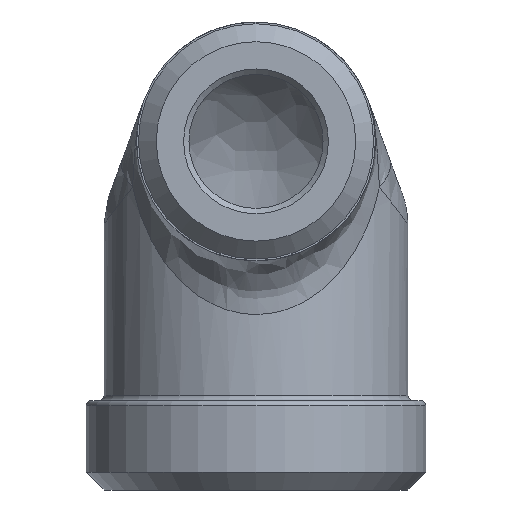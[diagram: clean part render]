
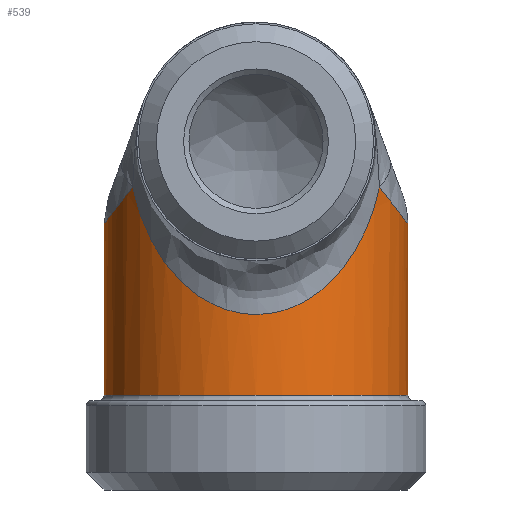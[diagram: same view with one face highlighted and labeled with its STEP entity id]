
A CAD part, left-side view. The second image highlights one B-rep face of the part: STEP entity #539.
In plain terms, the highlighted cylindrical face has radius 8.5 mm (diameter 17 mm), a full revolution.
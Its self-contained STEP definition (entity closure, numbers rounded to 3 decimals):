
#48=B_SPLINE_CURVE_WITH_KNOTS('',3,(#799,#800,#801,#802,#803,#804,#805,
#806,#807,#808,#809,#810,#811,#812,#813,#814,#815,#816,#817,#818,#819,#820,
#821,#822,#823,#824,#825,#826,#827,#828,#829,#830,#831,#832,#833,#834,#835,
#836,#837,#838,#839,#840,#841,#842,#843,#844,#845,#846,#847,#848,#849,#850),
 .UNSPECIFIED.,.F.,.F.,(4,3,3,3,3,3,3,3,3,3,3,3,3,3,3,3,3,4),(-7.877,
-7.643,-7.508,-7.361,-7.111,
-6.8,-6.796,-6.607,-6.513,
-6.336,-6.23,-6.165,-5.853,
-5.789,-5.665,-5.382,-5.353,
-5.149),.UNSPECIFIED.);
#78=ELLIPSE('',#590,13.886,8.5);
#79=ELLIPSE('',#592,13.886,8.5);
#90=CYLINDRICAL_SURFACE('',#589,8.5);
#110=FACE_BOUND('',#179,.T.);
#131=FACE_OUTER_BOUND('',#178,.T.);
#178=EDGE_LOOP('',(#393,#394,#395,#396));
#179=EDGE_LOOP('',(#397));
#241=CIRCLE('',#586,8.5);
#243=CIRCLE('',#591,8.5);
#268=VERTEX_POINT('',#786);
#270=VERTEX_POINT('',#792);
#271=VERTEX_POINT('',#793);
#272=VERTEX_POINT('',#795);
#273=VERTEX_POINT('',#797);
#317=EDGE_CURVE('',#268,#268,#241,.T.);
#319=EDGE_CURVE('',#270,#271,#78,.T.);
#320=EDGE_CURVE('',#272,#270,#243,.T.);
#321=EDGE_CURVE('',#273,#272,#79,.T.);
#322=EDGE_CURVE('',#271,#273,#48,.T.);
#393=ORIENTED_EDGE('',*,*,#319,.F.);
#394=ORIENTED_EDGE('',*,*,#320,.F.);
#395=ORIENTED_EDGE('',*,*,#321,.F.);
#396=ORIENTED_EDGE('',*,*,#322,.F.);
#397=ORIENTED_EDGE('',*,*,#317,.F.);
#539=ADVANCED_FACE('',(#131,#110),#90,.T.);
#586=AXIS2_PLACEMENT_3D('',#787,#654,#655);
#589=AXIS2_PLACEMENT_3D('',#791,#660,#661);
#590=AXIS2_PLACEMENT_3D('',#794,#662,#663);
#591=AXIS2_PLACEMENT_3D('',#796,#664,#665);
#592=AXIS2_PLACEMENT_3D('',#798,#666,#667);
#654=DIRECTION('center_axis',(0.,0.,-1.));
#655=DIRECTION('ref_axis',(-1.,0.,0.));
#660=DIRECTION('center_axis',(0.,0.,1.));
#661=DIRECTION('ref_axis',(1.,0.,0.));
#662=DIRECTION('center_axis',(0.,0.791,0.612));
#663=DIRECTION('ref_axis',(0.,0.612,-0.791));
#664=DIRECTION('center_axis',(0.,0.,1.));
#665=DIRECTION('ref_axis',(1.,0.,0.));
#666=DIRECTION('center_axis',(0.,-0.791,
0.612));
#667=DIRECTION('ref_axis',(0.,-0.612,-0.791));
#786=CARTESIAN_POINT('',(8.5,0.,-14.2));
#787=CARTESIAN_POINT('Origin',(0.,0.,-14.2));
#791=CARTESIAN_POINT('Origin',(0.,0.,-9.161));
#792=CARTESIAN_POINT('',(3.174,7.885,-3.822));
#793=CARTESIAN_POINT('',(-4.963,6.901,-2.55));
#794=CARTESIAN_POINT('Origin',(0.,0.,6.365));
#795=CARTESIAN_POINT('',(3.174,-7.885,-3.822));
#796=CARTESIAN_POINT('Origin',(0.,0.,-3.822));
#797=CARTESIAN_POINT('',(-4.963,-6.901,-2.55));
#798=CARTESIAN_POINT('Origin',(0.,0.,6.365));
#799=CARTESIAN_POINT('Ctrl Pts',(-4.962,6.901,-2.55));
#800=CARTESIAN_POINT('Ctrl Pts',(-5.159,6.758,-3.254));
#801=CARTESIAN_POINT('Ctrl Pts',(-5.413,6.562,-3.905));
#802=CARTESIAN_POINT('Ctrl Pts',(-5.679,6.325,-4.515));
#803=CARTESIAN_POINT('Ctrl Pts',(-5.833,6.188,-4.869));
#804=CARTESIAN_POINT('Ctrl Pts',(-5.991,6.036,-5.208));
#805=CARTESIAN_POINT('Ctrl Pts',(-6.15,5.87,-5.533));
#806=CARTESIAN_POINT('Ctrl Pts',(-6.324,5.688,-5.887));
#807=CARTESIAN_POINT('Ctrl Pts',(-6.498,5.489,-6.223));
#808=CARTESIAN_POINT('Ctrl Pts',(-6.669,5.272,-6.542));
#809=CARTESIAN_POINT('Ctrl Pts',(-6.958,4.905,-7.083));
#810=CARTESIAN_POINT('Ctrl Pts',(-7.236,4.487,-7.576));
#811=CARTESIAN_POINT('Ctrl Pts',(-7.486,4.021,-8.003));
#812=CARTESIAN_POINT('Ctrl Pts',(-7.797,3.441,-8.537));
#813=CARTESIAN_POINT('Ctrl Pts',(-8.064,2.784,-8.971));
#814=CARTESIAN_POINT('Ctrl Pts',(-8.244,2.07,-9.264));
#815=CARTESIAN_POINT('Ctrl Pts',(-8.247,2.061,-9.267));
#816=CARTESIAN_POINT('Ctrl Pts',(-8.249,2.052,-9.271));
#817=CARTESIAN_POINT('Ctrl Pts',(-8.251,2.042,-9.275));
#818=CARTESIAN_POINT('Ctrl Pts',(-8.359,1.609,-9.45));
#819=CARTESIAN_POINT('Ctrl Pts',(-8.435,1.155,-9.573));
#820=CARTESIAN_POINT('Ctrl Pts',(-8.472,0.695,-9.633));
#821=CARTESIAN_POINT('Ctrl Pts',(-8.491,0.464,-9.663));
#822=CARTESIAN_POINT('Ctrl Pts',(-8.499,0.232,-9.678));
#823=CARTESIAN_POINT('Ctrl Pts',(-8.499,0.,
-9.677));
#824=CARTESIAN_POINT('Ctrl Pts',(-8.498,-0.435,-9.676));
#825=CARTESIAN_POINT('Ctrl Pts',(-8.464,-0.87,-9.621));
#826=CARTESIAN_POINT('Ctrl Pts',(-8.4,-1.294,-9.517));
#827=CARTESIAN_POINT('Ctrl Pts',(-8.362,-1.548,-9.455));
#828=CARTESIAN_POINT('Ctrl Pts',(-8.312,-1.798,-9.374));
#829=CARTESIAN_POINT('Ctrl Pts',(-8.252,-2.042,-9.276));
#830=CARTESIAN_POINT('Ctrl Pts',(-8.216,-2.191,-9.216));
#831=CARTESIAN_POINT('Ctrl Pts',(-8.175,-2.338,-9.15));
#832=CARTESIAN_POINT('Ctrl Pts',(-8.131,-2.482,-9.078));
#833=CARTESIAN_POINT('Ctrl Pts',(-7.919,-3.175,-8.731));
#834=CARTESIAN_POINT('Ctrl Pts',(-7.628,-3.804,-8.25));
#835=CARTESIAN_POINT('Ctrl Pts',(-7.299,-4.356,-7.677));
#836=CARTESIAN_POINT('Ctrl Pts',(-7.232,-4.468,-7.56));
#837=CARTESIAN_POINT('Ctrl Pts',(-7.163,-4.578,-7.439));
#838=CARTESIAN_POINT('Ctrl Pts',(-7.093,-4.684,-7.315));
#839=CARTESIAN_POINT('Ctrl Pts',(-6.956,-4.892,-7.072));
#840=CARTESIAN_POINT('Ctrl Pts',(-6.814,-5.087,-6.814));
#841=CARTESIAN_POINT('Ctrl Pts',(-6.669,-5.27,-6.544));
#842=CARTESIAN_POINT('Ctrl Pts',(-6.341,-5.685,-5.932));
#843=CARTESIAN_POINT('Ctrl Pts',(-5.999,-6.038,-5.256));
#844=CARTESIAN_POINT('Ctrl Pts',(-5.677,-6.327,-4.517));
#845=CARTESIAN_POINT('Ctrl Pts',(-5.644,-6.356,-4.441));
#846=CARTESIAN_POINT('Ctrl Pts',(-5.611,-6.385,-4.364));
#847=CARTESIAN_POINT('Ctrl Pts',(-5.579,-6.413,-4.287));
#848=CARTESIAN_POINT('Ctrl Pts',(-5.35,-6.612,-3.744));
#849=CARTESIAN_POINT('Ctrl Pts',(-5.135,-6.776,-3.166));
#850=CARTESIAN_POINT('Ctrl Pts',(-4.963,-6.901,-2.55));
